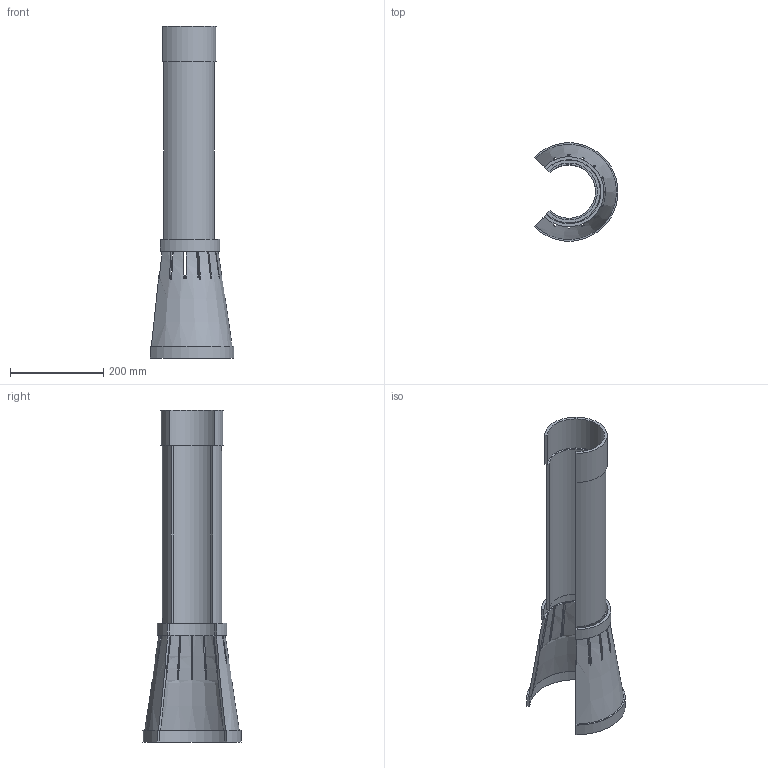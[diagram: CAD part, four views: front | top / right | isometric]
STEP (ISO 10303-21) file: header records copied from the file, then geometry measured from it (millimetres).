
FILE_DESCRIPTION(('Open CASCADE Model'),'2;1');
FILE_NAME('Open CASCADE Shape Model','2026-02-11T10:07:11',('Author'),( 'Open CASCADE'),'Open CASCADE STEP processor 7.8','build123d', 'Unknown');
FILE_SCHEMA(('AUTOMOTIVE_DESIGN { 1 0 10303 214 1 1 1 1 }'));
Length unit declared in the file: millimetre
Products named in the file (9): ASSEMBLY; SOLID
Assembly tree (8 placements, depth 3):
  ASSEMBLY
    SOLID
    SOLID
    ASSEMBLY
      SOLID
    ASSEMBLY
      SOLID
    ASSEMBLY
      SOLID
Bounding box: 179.54 x 210.02 x 711.2 mm (x, y, z)
Volume: 1448437.9 mm3; surface area: 502005.5 mm2
Topology: 5 solids, 5 shells, 108 faces, 294 edges, 196 vertices
Faces by surface type: plane 98, cylinder 8, cone 2
Entity records: 7754 total; most frequent: CARTESIAN_POINT 2561, DIRECTION 828, ORIENTED_EDGE 588, PCURVE 588, DEFINITIONAL_REPRESENTATION 588, B_SPLINE_CURVE_WITH_KNOTS 298, EDGE_CURVE 294, SURFACE_CURVE 294
